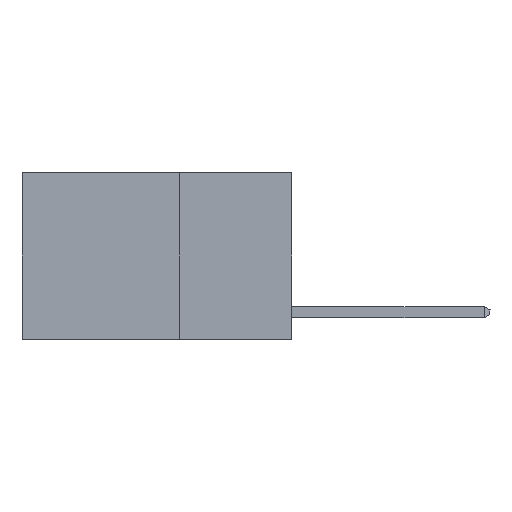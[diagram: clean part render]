
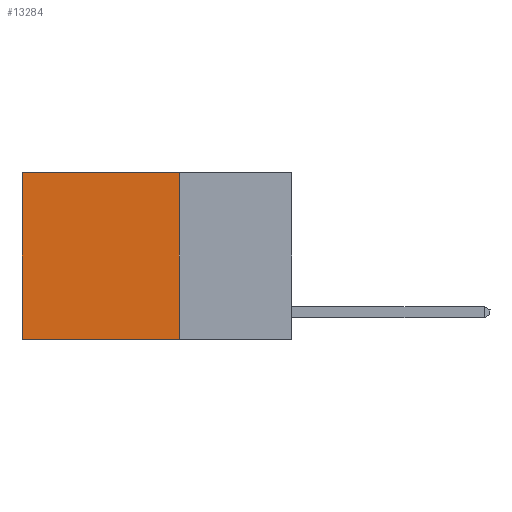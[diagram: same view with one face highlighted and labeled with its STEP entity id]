
A CAD part, left-side view. The second image highlights one B-rep face of the part: STEP entity #13284.
In plain terms, the highlighted planar face has unit normal (-1, 0, 0).
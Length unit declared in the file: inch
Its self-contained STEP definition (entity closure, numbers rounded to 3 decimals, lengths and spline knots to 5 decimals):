
#235 = CARTESIAN_POINT ( 'NONE',  ( 0.2625, 0.25, 0. ) ) ;
#776 = VERTEX_POINT ( 'NONE', #11473 ) ;
#792 = EDGE_CURVE ( 'NONE', #3511, #776, #19375, .T. ) ;
#1440 = DIRECTION ( 'NONE',  ( 0., 0., -1. ) ) ;
#2120 = CARTESIAN_POINT ( 'NONE',  ( 0.2625, 0.25, -0.37 ) ) ;
#2134 = EDGE_CURVE ( 'NONE', #3619, #3511, #4022, .T. ) ;
#2495 = VERTEX_POINT ( 'NONE', #2120 ) ;
#3429 = VECTOR ( 'NONE', #21536, 39.37008 ) ;
#3511 = VERTEX_POINT ( 'NONE', #23264 ) ;
#3619 = VERTEX_POINT ( 'NONE', #235 ) ;
#4022 = LINE ( 'NONE', #11978, #3429 ) ;
#4474 = EDGE_CURVE ( 'NONE', #2495, #776, #18488, .T. ) ;
#4789 = ORIENTED_EDGE ( 'NONE', *, *, #792, .T. ) ;
#5011 = ORIENTED_EDGE ( 'NONE', *, *, #4474, .F. ) ;
#5973 = DIRECTION ( 'NONE',  ( 0., 0., -1. ) ) ;
#6536 = CARTESIAN_POINT ( 'NONE',  ( 0.2625, 0.25, -0.37 ) ) ;
#7657 = ORIENTED_EDGE ( 'NONE', *, *, #17914, .F. ) ;
#8924 = CARTESIAN_POINT ( 'NONE',  ( 0.2625, 0.25, 0. ) ) ;
#11423 = EDGE_LOOP ( 'NONE', ( #4789, #5011, #7657, #22312 ) ) ;
#11473 = CARTESIAN_POINT ( 'NONE',  ( 0.2625, 0.6, -0.37 ) ) ;
#11978 = CARTESIAN_POINT ( 'NONE',  ( 0.2625, 0.25, 0. ) ) ;
#12013 = DIRECTION ( 'NONE',  ( 0., 1., 0. ) ) ;
#12040 = AXIS2_PLACEMENT_3D ( 'NONE', #8924, #18725, #1440 ) ;
#12976 = PLANE ( 'NONE',  #12040 ) ;
#13284 = ADVANCED_FACE ( 'NONE', ( #20760 ), #12976, .F. ) ;
#14959 = VECTOR ( 'NONE', #12013, 39.37008 ) ;
#15302 = VECTOR ( 'NONE', #5973, 39.37008 ) ;
#15604 = CARTESIAN_POINT ( 'NONE',  ( 0.2625, 0.25, 0. ) ) ;
#17872 = VECTOR ( 'NONE', #21053, 39.37008 ) ;
#17914 = EDGE_CURVE ( 'NONE', #3619, #2495, #17955, .T. ) ;
#17955 = LINE ( 'NONE', #15604, #15302 ) ;
#18488 = LINE ( 'NONE', #6536, #14959 ) ;
#18725 = DIRECTION ( 'NONE',  ( 1., 0., 0. ) ) ;
#19164 = CARTESIAN_POINT ( 'NONE',  ( 0.2625, 0.6, 0. ) ) ;
#19375 = LINE ( 'NONE', #19164, #17872 ) ;
#20760 = FACE_OUTER_BOUND ( 'NONE', #11423, .T. ) ;
#21053 = DIRECTION ( 'NONE',  ( 0., 0., -1. ) ) ;
#21536 = DIRECTION ( 'NONE',  ( 0., 1., 0. ) ) ;
#22312 = ORIENTED_EDGE ( 'NONE', *, *, #2134, .T. ) ;
#23264 = CARTESIAN_POINT ( 'NONE',  ( 0.2625, 0.6, 0. ) ) ;
